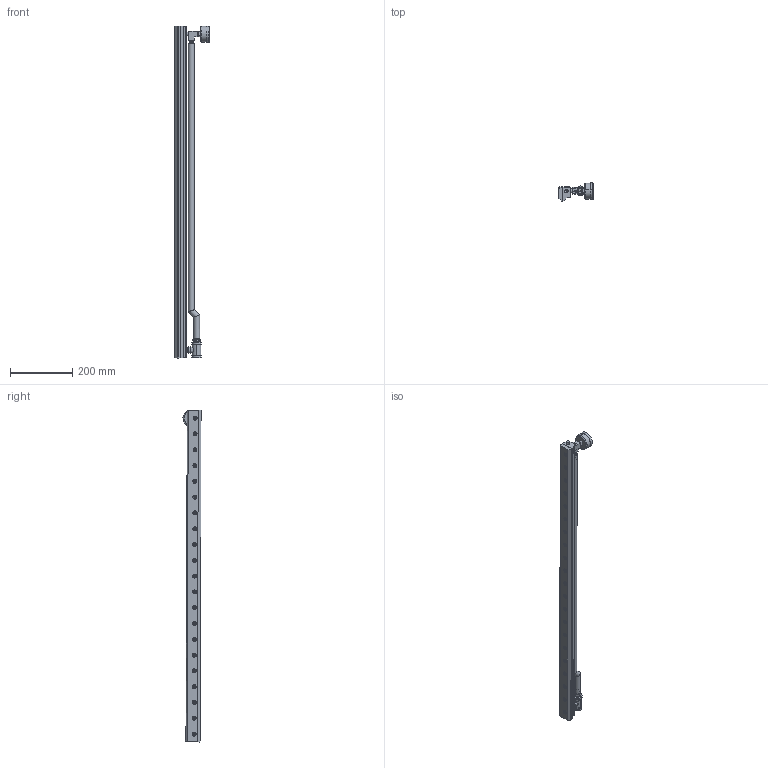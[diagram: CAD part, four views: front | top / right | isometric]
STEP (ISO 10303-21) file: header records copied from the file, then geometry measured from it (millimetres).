
FILE_DESCRIPTION(('STEP AP203'),'1');
FILE_NAME('110242pki.stp','2024-09-23T11:06:38',('TraceParts'),('TraceParts S.A.'),'Spatial InterOp 3D',' ',' ');
FILE_SCHEMA(('CONFIG_CONTROL_DESIGN'));
Length unit declared in the file: millimetre
Products named in the file (1): 1
Bounding box: 109.74 x 58.09 x 1067.64 mm (x, y, z)
Volume: 1709791.1 mm3; surface area: 414902.9 mm2
Topology: 30 solids, 30 shells, 884 faces, 2169 edges, 1385 vertices
Faces by surface type: plane 294, cylinder 286, cone 214, torus 84, bspline 6
Entity records: 26579 total; most frequent: CARTESIAN_POINT 5324, DIRECTION 4753, ORIENTED_EDGE 4246, EDGE_CURVE 2123, AXIS2_PLACEMENT_3D 1968, VERTEX_POINT 1385, EDGE_LOOP 1074, CIRCLE 1036
